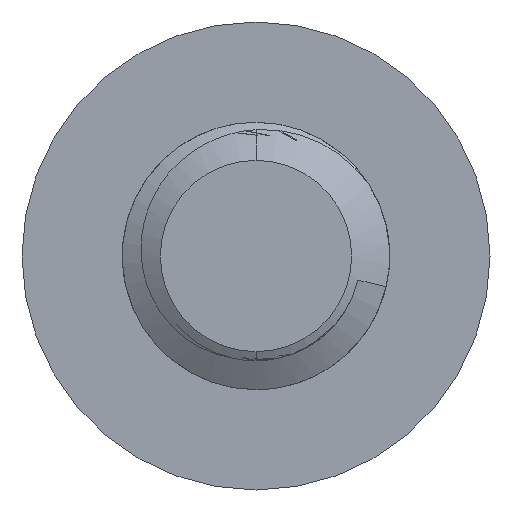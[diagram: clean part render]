
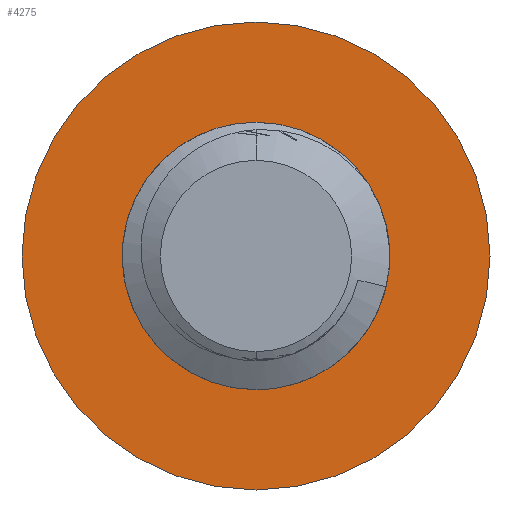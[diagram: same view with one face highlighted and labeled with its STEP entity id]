
A CAD part, front view. The second image highlights one B-rep face of the part: STEP entity #4275.
In plain terms, the highlighted planar face has unit normal (0, -1, 0).
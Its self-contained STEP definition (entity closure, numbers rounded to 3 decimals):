
#55 = FACE_BOUND ( 'NONE', #1990, .T. ) ;
#64 = EDGE_LOOP ( 'NONE', ( #1206, #3242 ) ) ;
#74 = DIRECTION ( 'NONE',  ( 0., 0., -1. ) ) ;
#140 = DIRECTION ( 'NONE',  ( 0., -1., 0. ) ) ;
#254 = CARTESIAN_POINT ( 'NONE',  ( 0., 0., -1. ) ) ;
#331 = DIRECTION ( 'NONE',  ( 0., 0., -1. ) ) ;
#372 = CARTESIAN_POINT ( 'NONE',  ( 0., 0., 0. ) ) ;
#659 = DIRECTION ( 'NONE',  ( 0., 0., -1. ) ) ;
#708 = EDGE_CURVE ( 'NONE', #3516, #2402, #1292, .T. ) ;
#737 = CARTESIAN_POINT ( 'NONE',  ( 0., 0., 0. ) ) ;
#1008 = EDGE_CURVE ( 'NONE', #2402, #3516, #4197, .T. ) ;
#1009 = VERTEX_POINT ( 'NONE', #2967 ) ;
#1041 = PLANE ( 'NONE',  #4010 ) ;
#1102 = CARTESIAN_POINT ( 'NONE',  ( 1., 0., 0. ) ) ;
#1206 = ORIENTED_EDGE ( 'NONE', *, *, #3152, .T. ) ;
#1292 = CIRCLE ( 'NONE', #3469, 1. ) ;
#1699 = ORIENTED_EDGE ( 'NONE', *, *, #1008, .F. ) ;
#1730 = AXIS2_PLACEMENT_3D ( 'NONE', #2249, #140, #2955 ) ;
#1864 = CIRCLE ( 'NONE', #2442, 1.75 ) ;
#1990 = EDGE_LOOP ( 'NONE', ( #1699, #2010 ) ) ;
#2010 = ORIENTED_EDGE ( 'NONE', *, *, #708, .F. ) ;
#2122 = FACE_OUTER_BOUND ( 'NONE', #64, .T. ) ;
#2162 = DIRECTION ( 'NONE',  ( 0., -1., 0. ) ) ;
#2249 = CARTESIAN_POINT ( 'NONE',  ( 0., 0., 0. ) ) ;
#2310 = CIRCLE ( 'NONE', #1730, 1.75 ) ;
#2402 = VERTEX_POINT ( 'NONE', #254 ) ;
#2442 = AXIS2_PLACEMENT_3D ( 'NONE', #372, #3888, #331 ) ;
#2461 = CARTESIAN_POINT ( 'NONE',  ( 0., 0., 1. ) ) ;
#2616 = CARTESIAN_POINT ( 'NONE',  ( 0., 0., 0. ) ) ;
#2643 = DIRECTION ( 'NONE',  ( 0., -1., 0. ) ) ;
#2955 = DIRECTION ( 'NONE',  ( 0., 0., -1. ) ) ;
#2967 = CARTESIAN_POINT ( 'NONE',  ( 0., 0., -1.75 ) ) ;
#3152 = EDGE_CURVE ( 'NONE', #1009, #4188, #2310, .T. ) ;
#3242 = ORIENTED_EDGE ( 'NONE', *, *, #3825, .T. ) ;
#3358 = DIRECTION ( 'NONE',  ( 0., 0., -1. ) ) ;
#3406 = AXIS2_PLACEMENT_3D ( 'NONE', #2616, #2643, #3358 ) ;
#3469 = AXIS2_PLACEMENT_3D ( 'NONE', #737, #3505, #659 ) ;
#3505 = DIRECTION ( 'NONE',  ( 0., -1., 0. ) ) ;
#3516 = VERTEX_POINT ( 'NONE', #2461 ) ;
#3825 = EDGE_CURVE ( 'NONE', #4188, #1009, #1864, .T. ) ;
#3856 = CARTESIAN_POINT ( 'NONE',  ( 0., 0., 1.75 ) ) ;
#3888 = DIRECTION ( 'NONE',  ( 0., -1., 0. ) ) ;
#4010 = AXIS2_PLACEMENT_3D ( 'NONE', #1102, #2162, #74 ) ;
#4188 = VERTEX_POINT ( 'NONE', #3856 ) ;
#4197 = CIRCLE ( 'NONE', #3406, 1. ) ;
#4275 = ADVANCED_FACE ( 'NONE', ( #2122, #55 ), #1041, .T. ) ;
